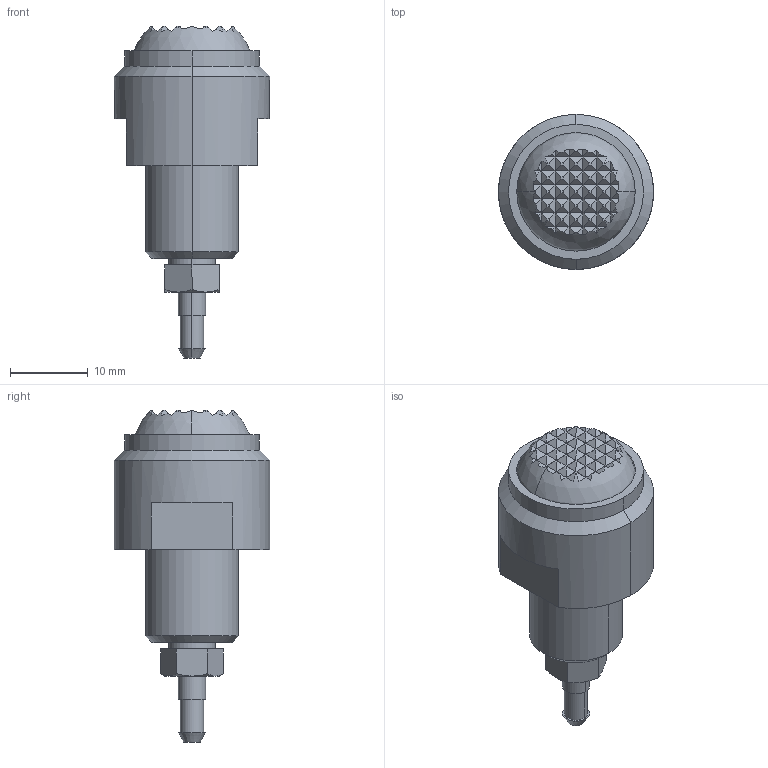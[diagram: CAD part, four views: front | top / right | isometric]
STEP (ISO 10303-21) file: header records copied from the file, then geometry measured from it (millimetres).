
FILE_DESCRIPTION(('STEP AP214'),'1');
FILE_NAME(' ',' ',('TraceParts'),('TraceParts S.A.'),'XStep 1.0',' ',' ');
FILE_SCHEMA(('automotive_design'));
Length unit declared in the file: millimetre
Products named in the file (2): 1; 2
Bounding box: 20 x 20 x 42.8 mm (x, y, z)
Volume: 6222.9 mm3; surface area: 3309.4 mm2
Topology: 2 solids, 2 shells, 237 faces, 510 edges, 284 vertices
Faces by surface type: plane 205, cone 16, cylinder 12, sphere 4
Entity records: 12091 total; most frequent: DIRECTION 1106, CARTESIAN_POINT 1057, STYLED_ITEM 1033, PRESENTATION_STYLE_ASSIGNMENT 1033, COLOUR_RGB 1033, ORIENTED_EDGE 1020, EDGE_CURVE 510, CURVE_STYLE 510
